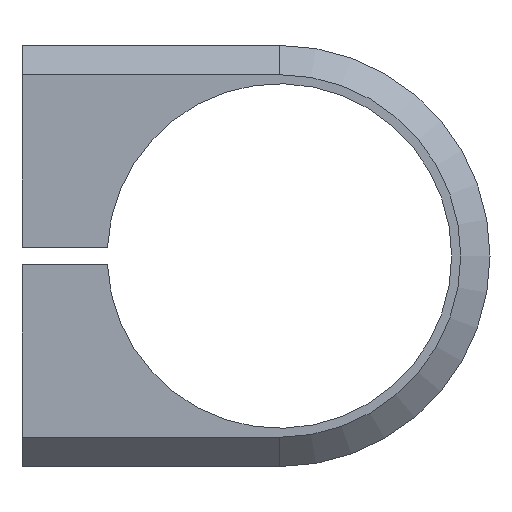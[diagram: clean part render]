
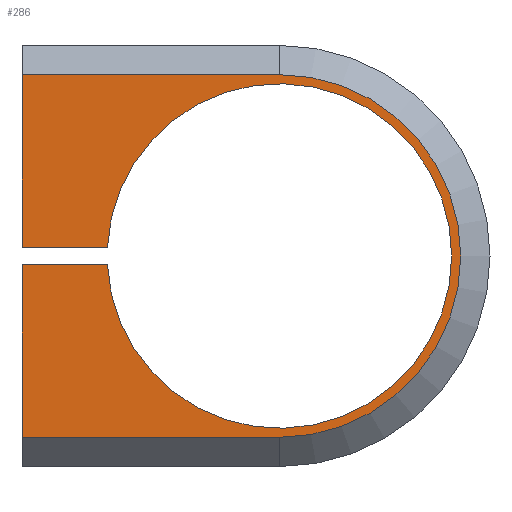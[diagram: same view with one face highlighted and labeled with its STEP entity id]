
A CAD part, front view. The second image highlights one B-rep face of the part: STEP entity #286.
In plain terms, the highlighted planar face has unit normal (0, -1, 0).
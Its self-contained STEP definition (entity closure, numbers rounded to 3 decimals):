
#18=CIRCLE('',#292,31.);
#21=CIRCLE('',#306,29.45);
#40=FACE_OUTER_BOUND('',#56,.T.);
#56=EDGE_LOOP('',(#251,#252,#253,#254,#255,#256,#257,#258));
#58=LINE('',#395,#90);
#64=LINE('',#410,#96);
#71=LINE('',#427,#103);
#82=LINE('',#450,#114);
#83=LINE('',#453,#115);
#87=LINE('',#464,#119);
#90=VECTOR('',#316,44.);
#96=VECTOR('',#330,44.);
#103=VECTOR('',#347,29.5);
#114=VECTOR('',#368,29.5);
#115=VECTOR('',#371,14.588);
#119=VECTOR('',#383,14.588);
#122=VERTEX_POINT('',#392);
#123=VERTEX_POINT('',#394);
#125=VERTEX_POINT('',#400);
#127=VERTEX_POINT('',#406);
#133=VERTEX_POINT('',#426);
#140=VERTEX_POINT('',#448);
#141=VERTEX_POINT('',#452);
#143=VERTEX_POINT('',#458);
#146=EDGE_CURVE('',#122,#123,#58,.T.);
#151=EDGE_CURVE('',#123,#125,#18,.T.);
#154=EDGE_CURVE('',#125,#127,#64,.T.);
#162=EDGE_CURVE('',#127,#133,#71,.T.);
#174=EDGE_CURVE('',#140,#122,#82,.T.);
#175=EDGE_CURVE('',#141,#140,#83,.T.);
#178=EDGE_CURVE('',#143,#141,#21,.T.);
#181=EDGE_CURVE('',#133,#143,#87,.T.);
#251=ORIENTED_EDGE('',*,*,#146,.F.);
#252=ORIENTED_EDGE('',*,*,#174,.F.);
#253=ORIENTED_EDGE('',*,*,#175,.F.);
#254=ORIENTED_EDGE('',*,*,#178,.F.);
#255=ORIENTED_EDGE('',*,*,#181,.F.);
#256=ORIENTED_EDGE('',*,*,#162,.F.);
#257=ORIENTED_EDGE('',*,*,#154,.F.);
#258=ORIENTED_EDGE('',*,*,#151,.F.);
#270=PLANE('',#310);
#286=ADVANCED_FACE('',(#40),#270,.F.);
#292=AXIS2_PLACEMENT_3D('',#404,#324,#325);
#306=AXIS2_PLACEMENT_3D('',#459,#376,#377);
#310=AXIS2_PLACEMENT_3D('',#467,#387,#388);
#316=DIRECTION('',(1.,0.,0.));
#324=DIRECTION('center_axis',(0.,1.,0.));
#325=DIRECTION('ref_axis',(0.,0.,1.));
#330=DIRECTION('',(-1.,0.,0.));
#347=DIRECTION('',(0.,0.,1.));
#368=DIRECTION('',(0.,0.,1.));
#371=DIRECTION('',(-1.,0.,0.));
#376=DIRECTION('center_axis',(0.,-1.,0.));
#377=DIRECTION('ref_axis',(0.999,0.,-0.051));
#383=DIRECTION('',(1.,0.,0.));
#387=DIRECTION('center_axis',(0.,1.,0.));
#388=DIRECTION('ref_axis',(0.,0.,1.));
#392=CARTESIAN_POINT('',(-44.,0.,31.));
#394=CARTESIAN_POINT('',(0.,0.,31.));
#395=CARTESIAN_POINT('',(-26.948,0.,31.));
#400=CARTESIAN_POINT('',(0.,0.,-31.));
#404=CARTESIAN_POINT('Origin',(0.,0.,
0.));
#406=CARTESIAN_POINT('',(-44.,0.,-31.));
#410=CARTESIAN_POINT('',(-4.948,0.,-31.));
#426=CARTESIAN_POINT('',(-44.,0.,-1.5));
#427=CARTESIAN_POINT('',(-44.,0.,-36.));
#448=CARTESIAN_POINT('',(-44.,0.,1.5));
#450=CARTESIAN_POINT('',(-44.,0.,1.5));
#452=CARTESIAN_POINT('',(-29.412,0.,1.5));
#453=CARTESIAN_POINT('',(-29.412,0.,1.5));
#458=CARTESIAN_POINT('',(-29.412,0.,-1.5));
#459=CARTESIAN_POINT('Origin',(0.,0.,0.));
#464=CARTESIAN_POINT('',(-44.,0.,-1.5));
#467=CARTESIAN_POINT('Origin',(-9.895,0.,0.));
